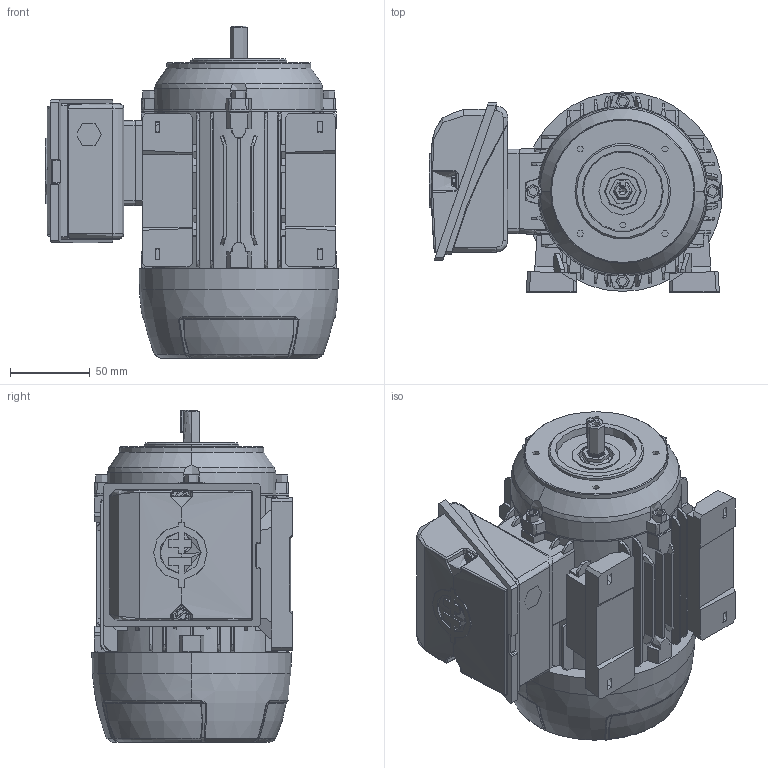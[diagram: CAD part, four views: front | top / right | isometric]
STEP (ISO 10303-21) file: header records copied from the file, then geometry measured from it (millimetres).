
FILE_DESCRIPTION (( 'STEP AP203' ), '1' );
FILE_NAME ('63 RIGHT.STEP', '2021-08-27T14:08:49', ( '' ), ( '' ), 'SwSTEP 2.0', 'SolidWorks 2018', '' );
FILE_SCHEMA (( 'CONFIG_CONTROL_DESIGN' ));
Length unit declared in the file: millimetre
Products named in the file (31): 105007077; CONJUNTO CARCAÇA IEC63 IR3_505234119; 105035219_50.5307.014; 105007176; 63 RIGHT; 105032001_10.5032.005-4x14; Parafuso Altracs M5; Parafuso Altracs M5_10.5011.291 x 15; 105032001; 105006183_10.5006.183; 105035219; Eixo padrão IEC63 IR3; 105006182; 105007177_10.5007.177; 105033018; Eixo padrão IEC63 IR3_50.5014.566; 105011312; 105011312_105011312; 105006182_50.5307.015; 105006183; 105007177; 105007176_10.5007.176
Assembly tree (19 placements, depth 3):
  105007077
  105007176
  63 RIGHT
    105011312
    105011312
  Parafuso Altracs M5
  105032001
Bounding box: 183.61 x 125.5 x 208 mm (x, y, z)
Volume: 2061667.1 mm3; surface area: 252310.8 mm2
Topology: 15 solids, 20 shells, 1647 faces, 4344 edges, 2806 vertices
Faces by surface type: plane 825, cylinder 480, cone 143, bspline 130, torus 48, sphere 21
Entity records: 56782 total; most frequent: CARTESIAN_POINT 16465, ORIENTED_EDGE 8210, DIRECTION 7383, EDGE_CURVE 4108, VERTEX_POINT 2668, AXIS2_PLACEMENT_3D 2526, LINE 2331, VECTOR 2331
